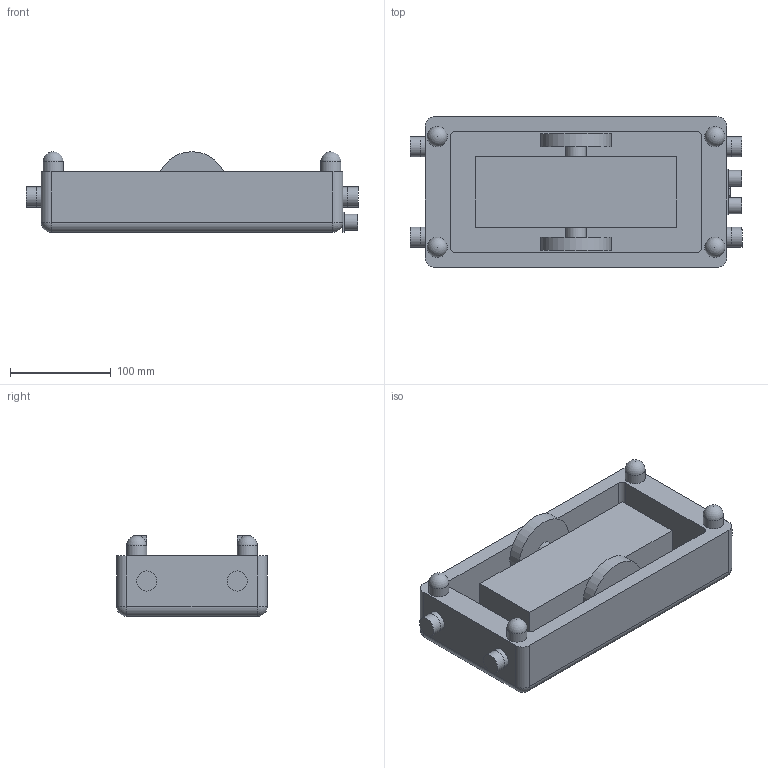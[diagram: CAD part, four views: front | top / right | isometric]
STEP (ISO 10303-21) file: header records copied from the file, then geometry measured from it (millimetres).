
FILE_DESCRIPTION(/* description */ (''),/* implementation_level */ '2;1');
FILE_NAME(/* name */ 'autonomous mobile robot 2 v2.step',/* time_stamp */ '2024-06-25T16:23:14+05:30',/* author */ (''),/* organization */ (''),/* preprocessor_version */ 'ST-DEVELOPER v20',/* originating_system */ 'Autodesk Translation Framework v13.14.0.145',/* authorisation */ '');
FILE_SCHEMA (('AUTOMOTIVE_DESIGN { 1 0 10303 214 3 1 1 }'));
Length unit declared in the file: millimetre
Products named in the file (9): autonomous mobile robot 2; emergency_stop_4; emergency_stop_3; emergency_stop_2; emergency_stop_1; Right_wheel; left_wheel; Base_link; ultrasonic sensor
Assembly tree (8 placements, depth 2):
  autonomous mobile robot 2
    emergency_stop_4
    emergency_stop_3
    emergency_stop_2
    emergency_stop_1
    Right_wheel
    left_wheel
    Base_link
    ultrasonic sensor
Bounding box: 330 x 150 x 80 mm (x, y, z)
Volume: 1869005.4 mm3; surface area: 243097.2 mm2
Topology: 16 solids, 16 shells, 150 faces, 293 edges, 190 vertices
Faces by surface type: plane 101, cylinder 41, sphere 8
Full cylindrical faces by diameter (mm): 2 x4, 14 x2, 16 x2, 20 x16, 30 x1, 70 x2
Entity records: 4125 total; most frequent: DIRECTION 711, CARTESIAN_POINT 647, ORIENTED_EDGE 578, EDGE_CURVE 289, AXIS2_PLACEMENT_3D 254, LINE 203, VECTOR 203, VERTEX_POINT 190
